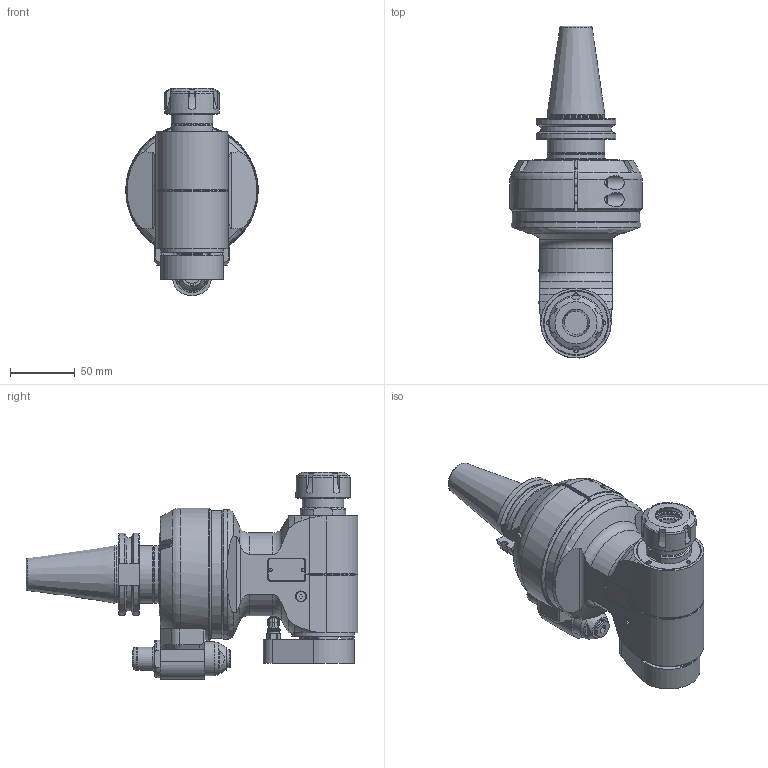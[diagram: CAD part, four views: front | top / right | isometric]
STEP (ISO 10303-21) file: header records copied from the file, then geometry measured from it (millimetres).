
FILE_DESCRIPTION(/* description */ (''),/* implementation_level */ '2;1');
FILE_NAME(/* name */ '9.F90.16SC0-1C40.stp',/* time_stamp */ '2025-07-21T13:44:51-04:00',/* author */ ('jkrenzer'),/* organization */ (''),/* preprocessor_version */ 'ST-DEVELOPER v18.1',/* originating_system */ 'Autodesk Inventor 2022',/* authorisation */ '');
FILE_SCHEMA (('AUTOMOTIVE_DESIGN { 1 0 10303 214 3 1 1 }'));
Length unit declared in the file: millimetre
Products named in the file (3): 9.F90.16SC0-1C40; 9_F90_16SC0; 9_GA1_446_2 (EVO, Type 1, C40, 65mm, 35mm)
Assembly tree (2 placements, depth 2):
  9.F90.16SC0-1C40
    9_F90_16SC0
    9_GA1_446_2 (EVO, Type 1, C40, 65mm, 35mm)
Bounding box: 102 x 255.65 x 159.5 mm (x, y, z)
Volume: 1029633.6 mm3; surface area: 167365.3 mm2
Topology: 6 solids, 7 shells, 887 faces, 2415 edges, 1637 vertices
Faces by surface type: plane 379, cylinder 237, cone 200, torus 63, sphere 5, bspline 3
Full cylindrical faces by diameter (mm): 2.5 x3, 2.6 x2, 3 x2, 3.2 x8, 3.3 x2, 3.5 x2, 4 x1, 4.2 x2, 5 x3, 6 x3, 6.5 x3, 6.9 x1, 7 x2, 8 x2, 8.06 x1, 8.07 x1, 8.5 x24, 8.821 x1, 8.95 x1, 9 x4, 9.2 x1, 9.525 x1, 9.87 x1, 10 x5, 10.4 x2, 11 x2, 12 x3, 12.5 x2, 12.8 x1, 13 x1
Entity records: 31745 total; most frequent: CARTESIAN_POINT 9269, ORIENTED_EDGE 4758, DIRECTION 4623, EDGE_CURVE 2379, AXIS2_PLACEMENT_3D 1732, VERTEX_POINT 1637, LINE 1159, VECTOR 1159
